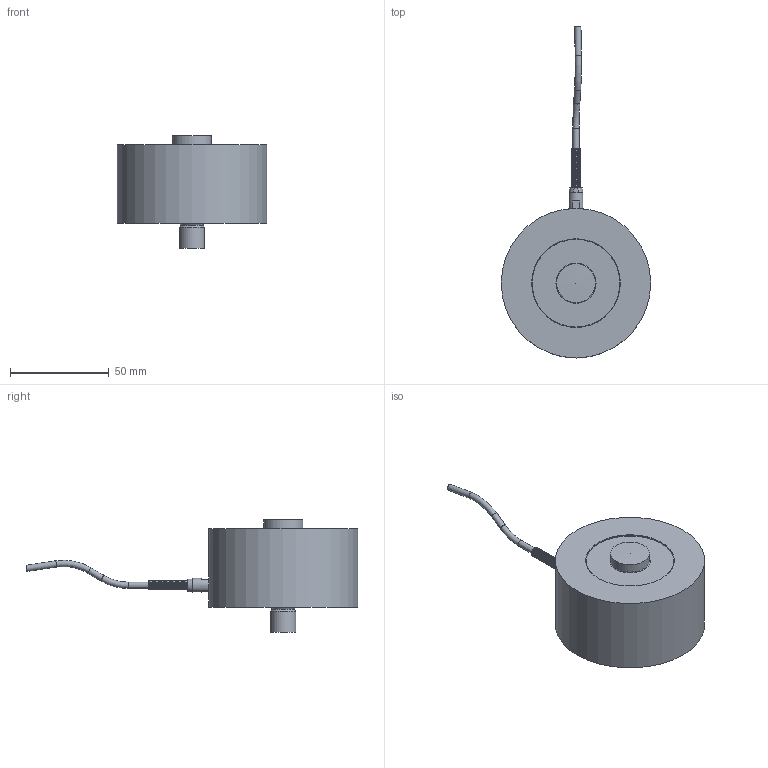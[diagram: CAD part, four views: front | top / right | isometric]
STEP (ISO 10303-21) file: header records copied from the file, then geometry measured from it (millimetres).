
FILE_DESCRIPTION((''),'2;1');
FILE_NAME('LLB555.stp','2010-11-12T15:33:25',('Thomasl'),(''),'Autodesk Inventor 2008','Autodesk Inventor 2008','');
FILE_SCHEMA(('AUTOMOTIVE_DESIGN { 1 0 10303 214 1 1 1 1 }'));
Length unit declared in the file: inch
Products named in the file (5): LLB555 (LevelofDetail1); ~~~~PART1 (~1); 778C; 778CA; 778CB
Assembly tree (4 placements, depth 3):
  LLB555 (LevelofDetail1)
    ~~~~PART1 (~1)
      778C
      778CA
      778CB
Bounding box: 75.69 x 168.12 x 57.15 mm (x, y, z)
Volume: 182222.3 mm3; surface area: 22193.1 mm2
Topology: 3 solids, 3 shells, 243 faces, 648 edges, 412 vertices
Faces by surface type: plane 93, bspline 67, cylinder 55, cone 21, torus 6, sphere 1
Full cylindrical faces by diameter (mm): 3.175 x3, 3.302 x1, 3.937 x1, 4.521 x1, 4.801 x2, 5.207 x1, 5.334 x1, 5.555 x1, 5.715 x1, 5.74 x3, 5.791 x1, 6.147 x3, 7.061 x1, 11.684 x1, 12.7 x1, 19.812 x1, 44.958 x1, 75.692 x1
Entity records: 11672 total; most frequent: CARTESIAN_POINT 6342, DIRECTION 1054, ORIENTED_EDGE 1012, EDGE_CURVE 506, AXIS2_PLACEMENT_3D 421, VERTEX_POINT 376, EDGE_LOOP 376, FACE_OUTER_BOUND 243
